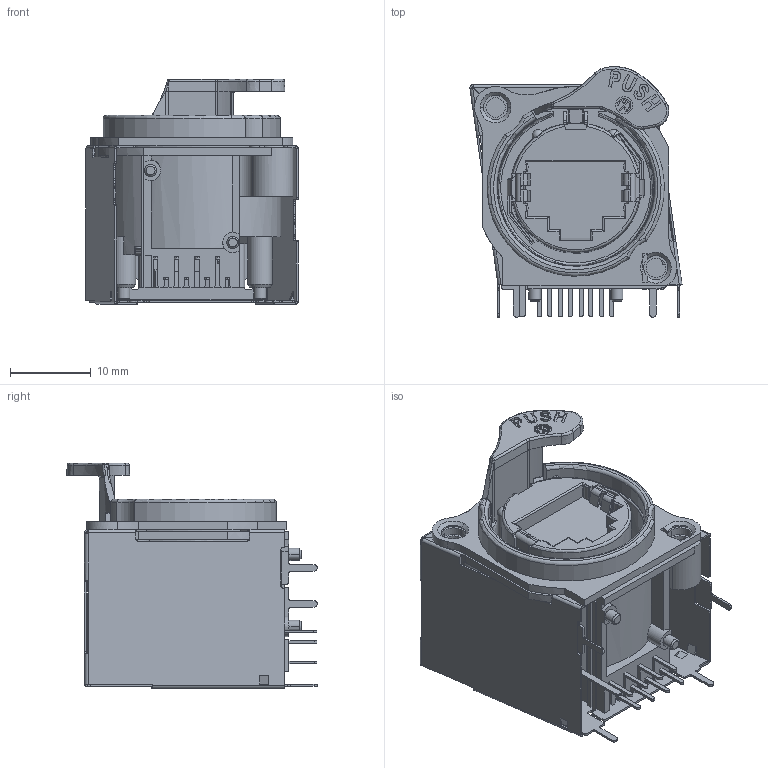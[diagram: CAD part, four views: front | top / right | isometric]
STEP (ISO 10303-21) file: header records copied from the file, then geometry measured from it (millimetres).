
FILE_DESCRIPTION((''),'2;1');
FILE_NAME('30010254','2023-01-30T16:17:47',('SYSTEM'),(''),'CREO PARAMETRIC BY PTC INC, 2021184','CREO PARAMETRIC BY PTC INC, 2021184','');
FILE_SCHEMA(('CONFIG_CONTROL_DESIGN'));
Length unit declared in the file: millimetre
Products named in the file (1): 30010254
Bounding box: 26.21 x 30.94 x 27.84 mm (x, y, z)
Volume: 6127.8 mm3; surface area: 10577 mm2
Topology: 1 solids, 15 shells, 1938 faces, 5344 edges, 3370 vertices
Faces by surface type: plane 1279, cylinder 455, bspline 53, extrusion 51, cone 47, torus 42, sphere 11
Entity records: 64723 total; most frequent: CARTESIAN_POINT 15477, ORIENTED_EDGE 10682, DIRECTION 9757, EDGE_CURVE 5341, VECTOR 3775, LINE 3724, VERTEX_POINT 3370, AXIS2_PLACEMENT_3D 2991
